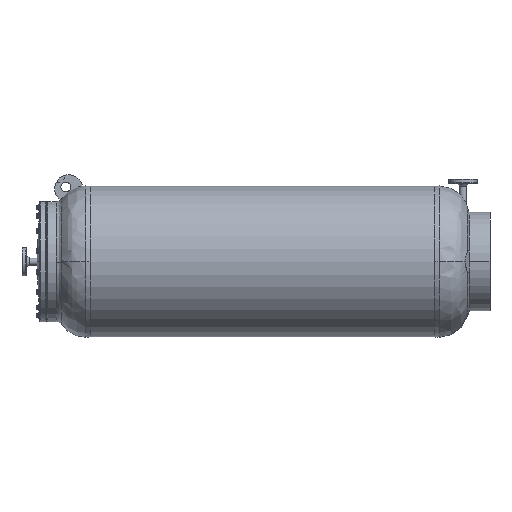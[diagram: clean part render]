
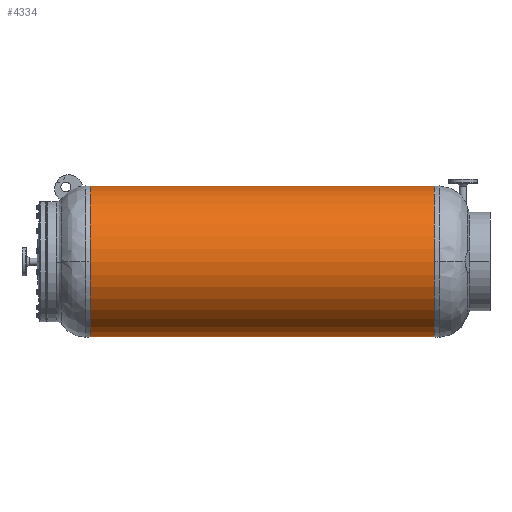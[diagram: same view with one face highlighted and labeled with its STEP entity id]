
A CAD part, left-side view. The second image highlights one B-rep face of the part: STEP entity #4334.
In plain terms, the highlighted cylindrical face has radius 306 mm (diameter 612 mm), a partial arc.
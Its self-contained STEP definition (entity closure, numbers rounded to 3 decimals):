
#1131 = VERTEX_POINT ( 'NONE', #23511 ) ;
#1912 = DIRECTION ( 'NONE',  ( 0., 0., 1. ) ) ;
#4026 = LINE ( 'NONE', #37556, #38701 ) ;
#4204 = EDGE_CURVE ( 'NONE', #19498, #41511, #25898, .T. ) ;
#4334 = ADVANCED_FACE ( 'NONE', ( #45702 ), #7868, .T. ) ;
#5651 = DIRECTION ( 'NONE',  ( 0., -1., 0. ) ) ;
#7868 = CYLINDRICAL_SURFACE ( 'NONE', #21940, 306. ) ;
#8545 = DIRECTION ( 'NONE',  ( 0., -1., 0. ) ) ;
#9939 = DIRECTION ( 'NONE',  ( 0., 1., 0. ) ) ;
#10588 = AXIS2_PLACEMENT_3D ( 'NONE', #10917, #37458, #30042 ) ;
#10895 = EDGE_LOOP ( 'NONE', ( #35649, #14414, #49060, #21168, #21756, #47559 ) ) ;
#10917 = CARTESIAN_POINT ( 'NONE',  ( 319.739, 365.471, 1367.731 ) ) ;
#11193 = CARTESIAN_POINT ( 'NONE',  ( 319.739, 365.471, 1367.731 ) ) ;
#11330 = VERTEX_POINT ( 'NONE', #19265 ) ;
#14414 = ORIENTED_EDGE ( 'NONE', *, *, #40591, .T. ) ;
#14662 = VERTEX_POINT ( 'NONE', #44780 ) ;
#15327 = CIRCLE ( 'NONE', #10588, 306. ) ;
#16177 = EDGE_CURVE ( 'NONE', #11330, #41511, #4026, .T. ) ;
#17957 = AXIS2_PLACEMENT_3D ( 'NONE', #35468, #5651, #1912 ) ;
#18895 = DIRECTION ( 'NONE',  ( 0., 0., 1. ) ) ;
#19265 = CARTESIAN_POINT ( 'NONE',  ( 319.739, 365.471, 1061.731 ) ) ;
#19470 = VECTOR ( 'NONE', #9939, 1000. ) ;
#19498 = VERTEX_POINT ( 'NONE', #21694 ) ;
#19981 = DIRECTION ( 'NONE',  ( 0., 0., 1. ) ) ;
#21168 = ORIENTED_EDGE ( 'NONE', *, *, #45181, .T. ) ;
#21694 = CARTESIAN_POINT ( 'NONE',  ( 13.739, 1763.643, 1367.731 ) ) ;
#21756 = ORIENTED_EDGE ( 'NONE', *, *, #24988, .T. ) ;
#21940 = AXIS2_PLACEMENT_3D ( 'NONE', #48443, #29499, #45445 ) ;
#23511 = CARTESIAN_POINT ( 'NONE',  ( 319.739, 365.471, 1673.731 ) ) ;
#24988 = EDGE_CURVE ( 'NONE', #38969, #19498, #42304, .T. ) ;
#25275 = EDGE_CURVE ( 'NONE', #14662, #1131, #15327, .T. ) ;
#25860 = DIRECTION ( 'NONE',  ( 0., 1., 0. ) ) ;
#25898 = CIRCLE ( 'NONE', #17957, 306. ) ;
#28196 = CARTESIAN_POINT ( 'NONE',  ( 319.739, 1763.643, 1673.731 ) ) ;
#28801 = LINE ( 'NONE', #44023, #19470 ) ;
#29499 = DIRECTION ( 'NONE',  ( 0., 1., 0. ) ) ;
#30042 = DIRECTION ( 'NONE',  ( 0., 0., 1. ) ) ;
#35081 = AXIS2_PLACEMENT_3D ( 'NONE', #38842, #8545, #19981 ) ;
#35468 = CARTESIAN_POINT ( 'NONE',  ( 319.739, 1763.643, 1367.731 ) ) ;
#35649 = ORIENTED_EDGE ( 'NONE', *, *, #16177, .F. ) ;
#37293 = AXIS2_PLACEMENT_3D ( 'NONE', #11193, #25860, #18895 ) ;
#37458 = DIRECTION ( 'NONE',  ( 0., 1., 0. ) ) ;
#37556 = CARTESIAN_POINT ( 'NONE',  ( 319.739, 196.557, 1061.731 ) ) ;
#38036 = CARTESIAN_POINT ( 'NONE',  ( 319.739, 1763.643, 1061.731 ) ) ;
#38701 = VECTOR ( 'NONE', #45577, 1000. ) ;
#38842 = CARTESIAN_POINT ( 'NONE',  ( 319.739, 1763.643, 1367.731 ) ) ;
#38969 = VERTEX_POINT ( 'NONE', #28196 ) ;
#40591 = EDGE_CURVE ( 'NONE', #11330, #14662, #44497, .T. ) ;
#41511 = VERTEX_POINT ( 'NONE', #38036 ) ;
#42304 = CIRCLE ( 'NONE', #35081, 306. ) ;
#44023 = CARTESIAN_POINT ( 'NONE',  ( 319.739, 196.557, 1673.731 ) ) ;
#44497 = CIRCLE ( 'NONE', #37293, 306. ) ;
#44780 = CARTESIAN_POINT ( 'NONE',  ( 13.739, 365.471, 1367.731 ) ) ;
#45181 = EDGE_CURVE ( 'NONE', #1131, #38969, #28801, .T. ) ;
#45445 = DIRECTION ( 'NONE',  ( 0., 0., 1. ) ) ;
#45577 = DIRECTION ( 'NONE',  ( 0., 1., 0. ) ) ;
#45702 = FACE_OUTER_BOUND ( 'NONE', #10895, .T. ) ;
#47559 = ORIENTED_EDGE ( 'NONE', *, *, #4204, .T. ) ;
#48443 = CARTESIAN_POINT ( 'NONE',  ( 319.739, 196.557, 1367.731 ) ) ;
#49060 = ORIENTED_EDGE ( 'NONE', *, *, #25275, .T. ) ;
